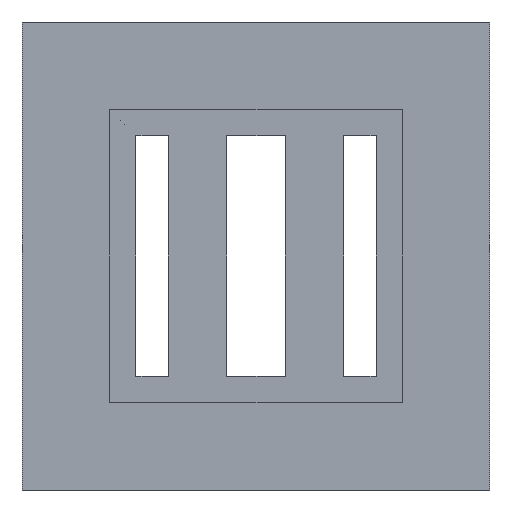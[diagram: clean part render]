
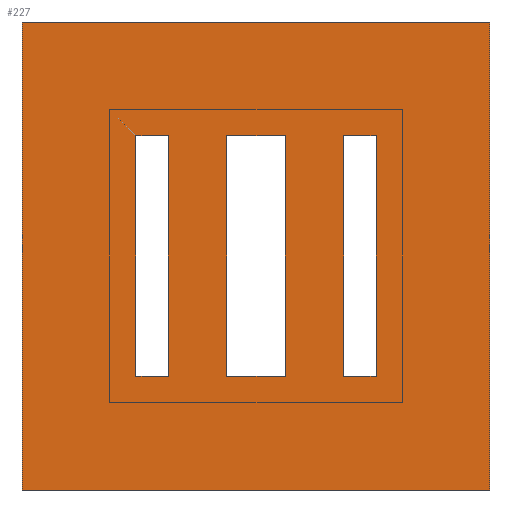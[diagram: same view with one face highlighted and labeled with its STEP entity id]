
A CAD part, front view. The second image highlights one B-rep face of the part: STEP entity #227.
In plain terms, the highlighted planar face has unit normal (0, -1, 0).
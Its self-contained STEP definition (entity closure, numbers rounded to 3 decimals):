
#98 = VERTEX_POINT ( 'NONE', #616 ) ;
#100 = EDGE_CURVE ( 'NONE', #101, #102, #615, .T. ) ;
#101 = VERTEX_POINT ( 'NONE', #611 ) ;
#102 = VERTEX_POINT ( 'NONE', #610 ) ;
#137 = VERTEX_POINT ( 'NONE', #671 ) ;
#139 = EDGE_CURVE ( 'NONE', #140, #137, #670, .T. ) ;
#140 = VERTEX_POINT ( 'NONE', #666 ) ;
#152 = VERTEX_POINT ( 'NONE', #711 ) ;
#154 = EDGE_CURVE ( 'NONE', #155, #152, #710, .T. ) ;
#155 = VERTEX_POINT ( 'NONE', #706 ) ;
#156 = EDGE_CURVE ( 'NONE', #157, #98, #705, .T. ) ;
#157 = VERTEX_POINT ( 'NONE', #701 ) ;
#163 = EDGE_CURVE ( 'NONE', #164, #165, #753, .T. ) ;
#164 = VERTEX_POINT ( 'NONE', #749 ) ;
#165 = VERTEX_POINT ( 'NONE', #748 ) ;
#197 = EDGE_CURVE ( 'NONE', #198, #199, #824, .T. ) ;
#198 = VERTEX_POINT ( 'NONE', #817 ) ;
#199 = VERTEX_POINT ( 'NONE', #816 ) ;
#218 = EDGE_LOOP ( 'NONE', ( #219, #220, #279, #280 ) ) ;
#219 = ORIENTED_EDGE ( 'NONE', *, *, #154, .T. ) ;
#220 = ORIENTED_EDGE ( 'NONE', *, *, #221, .F. ) ;
#221 = EDGE_CURVE ( 'NONE', #199, #152, #842, .T. ) ;
#227 = ADVANCED_FACE ( 'NONE', ( #828, #827, #826, #825 ), #886, .F. ) ;
#228 = EDGE_LOOP ( 'NONE', ( #229, #231, #232, #295 ) ) ;
#229 = ORIENTED_EDGE ( 'NONE', *, *, #230, .F. ) ;
#230 = EDGE_CURVE ( 'NONE', #102, #137, #887, .T. ) ;
#231 = ORIENTED_EDGE ( 'NONE', *, *, #100, .F. ) ;
#232 = ORIENTED_EDGE ( 'NONE', *, *, #233, .T. ) ;
#233 = EDGE_CURVE ( 'NONE', #101, #140, #878, .T. ) ;
#266 = EDGE_CURVE ( 'NONE', #286, #292, #889, .T. ) ;
#279 = ORIENTED_EDGE ( 'NONE', *, *, #197, .F. ) ;
#280 = ORIENTED_EDGE ( 'NONE', *, *, #281, .T. ) ;
#281 = EDGE_CURVE ( 'NONE', #198, #155, #927, .T. ) ;
#282 = EDGE_LOOP ( 'NONE', ( #283, #287, #290, #293 ) ) ;
#283 = ORIENTED_EDGE ( 'NONE', *, *, #284, .F. ) ;
#284 = EDGE_CURVE ( 'NONE', #285, #286, #982, .T. ) ;
#285 = VERTEX_POINT ( 'NONE', #978 ) ;
#286 = VERTEX_POINT ( 'NONE', #977 ) ;
#287 = ORIENTED_EDGE ( 'NONE', *, *, #288, .F. ) ;
#288 = EDGE_CURVE ( 'NONE', #289, #285, #976, .T. ) ;
#289 = VERTEX_POINT ( 'NONE', #972 ) ;
#290 = ORIENTED_EDGE ( 'NONE', *, *, #291, .F. ) ;
#291 = EDGE_CURVE ( 'NONE', #292, #289, #971, .T. ) ;
#292 = VERTEX_POINT ( 'NONE', #967 ) ;
#293 = ORIENTED_EDGE ( 'NONE', *, *, #266, .F. ) ;
#295 = ORIENTED_EDGE ( 'NONE', *, *, #139, .T. ) ;
#296 = EDGE_LOOP ( 'NONE', ( #297, #299, #300, #302 ) ) ;
#297 = ORIENTED_EDGE ( 'NONE', *, *, #298, .F. ) ;
#298 = EDGE_CURVE ( 'NONE', #165, #98, #966, .T. ) ;
#299 = ORIENTED_EDGE ( 'NONE', *, *, #163, .F. ) ;
#300 = ORIENTED_EDGE ( 'NONE', *, *, #301, .T. ) ;
#301 = EDGE_CURVE ( 'NONE', #164, #157, #962, .T. ) ;
#302 = ORIENTED_EDGE ( 'NONE', *, *, #156, .T. ) ;
#610 = CARTESIAN_POINT ( 'NONE',  ( -150.9, 0., 206.5 ) ) ;
#611 = CARTESIAN_POINT ( 'NONE',  ( -150.9, 0., -206.5 ) ) ;
#612 = DIRECTION ( 'NONE',  ( 0., 0., 1. ) ) ;
#613 = VECTOR ( 'NONE', #612, 1000. ) ;
#614 = CARTESIAN_POINT ( 'NONE',  ( -150.9, 0., -1102.69 ) ) ;
#615 = LINE ( 'NONE', #614, #613 ) ;
#616 = CARTESIAN_POINT ( 'NONE',  ( -50.3, 0., 206.5 ) ) ;
#666 = CARTESIAN_POINT ( 'NONE',  ( -206.5, 0., -206.5 ) ) ;
#667 = DIRECTION ( 'NONE',  ( 0., 0., 1. ) ) ;
#668 = VECTOR ( 'NONE', #667, 1000. ) ;
#669 = CARTESIAN_POINT ( 'NONE',  ( -206.5, 0., -1102.69 ) ) ;
#670 = LINE ( 'NONE', #669, #668 ) ;
#671 = CARTESIAN_POINT ( 'NONE',  ( -206.5, 0., 206.5 ) ) ;
#701 = CARTESIAN_POINT ( 'NONE',  ( -50.3, 0., -206.5 ) ) ;
#702 = DIRECTION ( 'NONE',  ( 0., 0., 1. ) ) ;
#703 = VECTOR ( 'NONE', #702, 1000. ) ;
#704 = CARTESIAN_POINT ( 'NONE',  ( -50.3, 0., -1102.69 ) ) ;
#705 = LINE ( 'NONE', #704, #703 ) ;
#706 = CARTESIAN_POINT ( 'NONE',  ( 150.9, 0., -206.5 ) ) ;
#707 = DIRECTION ( 'NONE',  ( 0., 0., 1. ) ) ;
#708 = VECTOR ( 'NONE', #707, 1000. ) ;
#709 = CARTESIAN_POINT ( 'NONE',  ( 150.9, 0., -1102.69 ) ) ;
#710 = LINE ( 'NONE', #709, #708 ) ;
#711 = CARTESIAN_POINT ( 'NONE',  ( 150.9, 0., 206.5 ) ) ;
#748 = CARTESIAN_POINT ( 'NONE',  ( 50.3, 0., 206.5 ) ) ;
#749 = CARTESIAN_POINT ( 'NONE',  ( 50.3, 0., -206.5 ) ) ;
#750 = DIRECTION ( 'NONE',  ( 0., 0., 1. ) ) ;
#751 = VECTOR ( 'NONE', #750, 1000. ) ;
#752 = CARTESIAN_POINT ( 'NONE',  ( 50.3, 0., -1102.69 ) ) ;
#753 = LINE ( 'NONE', #752, #751 ) ;
#816 = CARTESIAN_POINT ( 'NONE',  ( 206.5, 0., 206.5 ) ) ;
#817 = CARTESIAN_POINT ( 'NONE',  ( 206.5, 0., -206.5 ) ) ;
#818 = DIRECTION ( 'NONE',  ( 0., 0., 1. ) ) ;
#819 = VECTOR ( 'NONE', #818, 1000. ) ;
#820 = CARTESIAN_POINT ( 'NONE',  ( 206.5, 0., -1102.69 ) ) ;
#824 = LINE ( 'NONE', #820, #819 ) ;
#825 = FACE_OUTER_BOUND ( 'NONE', #282, .T. ) ;
#826 = FACE_BOUND ( 'NONE', #218, .T. ) ;
#827 = FACE_BOUND ( 'NONE', #296, .T. ) ;
#828 = FACE_BOUND ( 'NONE', #228, .T. ) ;
#839 = DIRECTION ( 'NONE',  ( -1., 0., 0. ) ) ;
#840 = VECTOR ( 'NONE', #839, 1000. ) ;
#841 = CARTESIAN_POINT ( 'NONE',  ( 1057.69, 0., 206.5 ) ) ;
#842 = LINE ( 'NONE', #841, #840 ) ;
#875 = DIRECTION ( 'NONE',  ( -1., 0., 0. ) ) ;
#876 = VECTOR ( 'NONE', #875, 1000. ) ;
#877 = CARTESIAN_POINT ( 'NONE',  ( 1057.69, 0., -206.5 ) ) ;
#878 = LINE ( 'NONE', #877, #876 ) ;
#879 = DIRECTION ( 'NONE',  ( -1., 0., 0. ) ) ;
#880 = VECTOR ( 'NONE', #879, 1000. ) ;
#881 = CARTESIAN_POINT ( 'NONE',  ( 1057.69, 0., 206.5 ) ) ;
#882 = DIRECTION ( 'NONE',  ( 0., 0., 1. ) ) ;
#883 = DIRECTION ( 'NONE',  ( 0., 1., 0. ) ) ;
#884 = CARTESIAN_POINT ( 'NONE',  ( 249.5, 0., -249.5 ) ) ;
#885 = AXIS2_PLACEMENT_3D ( 'NONE', #884, #883, #882 ) ;
#886 = PLANE ( 'NONE',  #885 ) ;
#887 = LINE ( 'NONE', #881, #880 ) ;
#888 = CARTESIAN_POINT ( 'NONE',  ( -402.5, 0., 402.5 ) ) ;
#889 = LINE ( 'NONE', #888, #951 ) ;
#920 = VECTOR ( 'NONE', #983, 1000. ) ;
#921 = CARTESIAN_POINT ( 'NONE',  ( 1057.69, 0., -206.5 ) ) ;
#927 = LINE ( 'NONE', #921, #920 ) ;
#950 = DIRECTION ( 'NONE',  ( 1., 0., 0. ) ) ;
#951 = VECTOR ( 'NONE', #950, 1000. ) ;
#959 = DIRECTION ( 'NONE',  ( -1., 0., 0. ) ) ;
#960 = VECTOR ( 'NONE', #959, 1000. ) ;
#961 = CARTESIAN_POINT ( 'NONE',  ( 1057.69, 0., -206.5 ) ) ;
#962 = LINE ( 'NONE', #961, #960 ) ;
#963 = DIRECTION ( 'NONE',  ( -1., 0., 0. ) ) ;
#964 = VECTOR ( 'NONE', #963, 1000. ) ;
#965 = CARTESIAN_POINT ( 'NONE',  ( 1057.69, 0., 206.5 ) ) ;
#966 = LINE ( 'NONE', #965, #964 ) ;
#967 = CARTESIAN_POINT ( 'NONE',  ( 402.5, 0., 402.5 ) ) ;
#968 = DIRECTION ( 'NONE',  ( 0., 0., -1. ) ) ;
#969 = VECTOR ( 'NONE', #968, 1000. ) ;
#970 = CARTESIAN_POINT ( 'NONE',  ( 402.5, 0., -402.5 ) ) ;
#971 = LINE ( 'NONE', #970, #969 ) ;
#972 = CARTESIAN_POINT ( 'NONE',  ( 402.5, 0., -402.5 ) ) ;
#973 = DIRECTION ( 'NONE',  ( -1., 0., 0. ) ) ;
#974 = VECTOR ( 'NONE', #973, 1000. ) ;
#975 = CARTESIAN_POINT ( 'NONE',  ( -402.5, 0., -402.5 ) ) ;
#976 = LINE ( 'NONE', #975, #974 ) ;
#977 = CARTESIAN_POINT ( 'NONE',  ( -402.5, 0., 402.5 ) ) ;
#978 = CARTESIAN_POINT ( 'NONE',  ( -402.5, 0., -402.5 ) ) ;
#979 = DIRECTION ( 'NONE',  ( 0., 0., 1. ) ) ;
#980 = VECTOR ( 'NONE', #979, 1000. ) ;
#981 = CARTESIAN_POINT ( 'NONE',  ( -402.5, 0., -402.5 ) ) ;
#982 = LINE ( 'NONE', #981, #980 ) ;
#983 = DIRECTION ( 'NONE',  ( -1., 0., 0. ) ) ;
